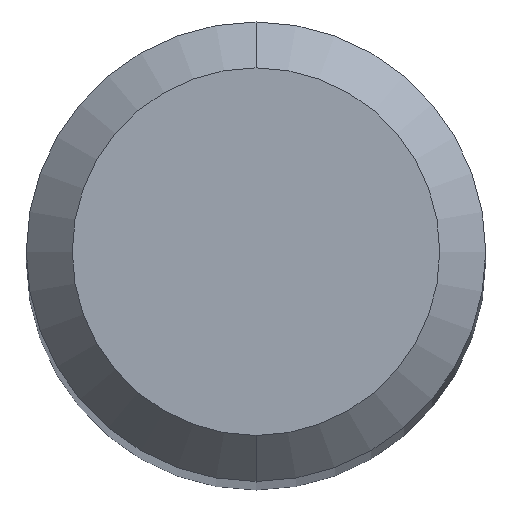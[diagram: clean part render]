
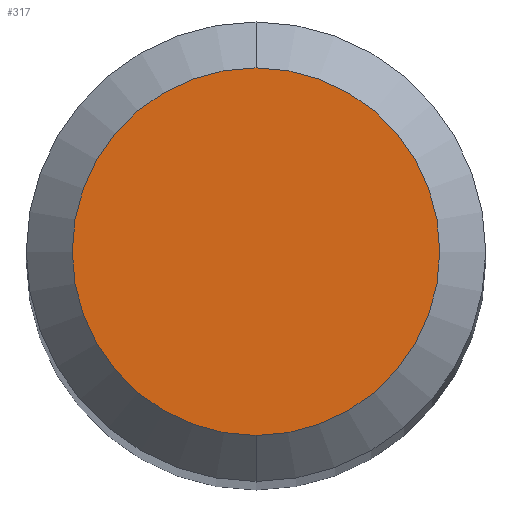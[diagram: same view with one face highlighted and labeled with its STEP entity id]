
A CAD part, top view. The second image highlights one B-rep face of the part: STEP entity #317.
In plain terms, the highlighted planar face has unit normal (0, 0, 1).
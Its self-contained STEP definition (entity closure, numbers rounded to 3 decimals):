
#199=VERTEX_POINT('',#509);
#263=EDGE_CURVE('',#199,#393,#577,.T.);
#317=ADVANCED_FACE('',(#638),#639,.T.);
#393=VERTEX_POINT('',#722);
#435=EDGE_CURVE('',#393,#199,#771,.T.);
#509=CARTESIAN_POINT('',(0.0,1.2,0.0));
#577=CIRCLE('',#1043,1.2);
#638=FACE_OUTER_BOUND('',#1165,.T.);
#639=PLANE('',#1166);
#722=CARTESIAN_POINT('',(0.,-1.2,0.0));
#771=CIRCLE('',#1375,1.2);
#1043=AXIS2_PLACEMENT_3D('',#1527,#1528,#1529);
#1165=EDGE_LOOP('',(#1611,#1612));
#1166=AXIS2_PLACEMENT_3D('',#1613,#1614,#1615);
#1375=AXIS2_PLACEMENT_3D('',#1781,#1782,#1783);
#1527=CARTESIAN_POINT('',(0.0,0.0,0.0));
#1528=DIRECTION('',(0.0,0.0,-1.0));
#1529=DIRECTION('',(0.0,1.0,0.0));
#1611=ORIENTED_EDGE('',*,*,#263,.F.);
#1612=ORIENTED_EDGE('',*,*,#435,.F.);
#1613=CARTESIAN_POINT('',(0.0,0.6,0.0));
#1614=DIRECTION('',(-0.0,0.0,1.0));
#1615=DIRECTION('',(0.0,-1.0,0.0));
#1781=CARTESIAN_POINT('',(0.0,0.0,0.0));
#1782=DIRECTION('',(0.0,0.0,-1.0));
#1783=DIRECTION('',(0.0,1.0,0.0));
